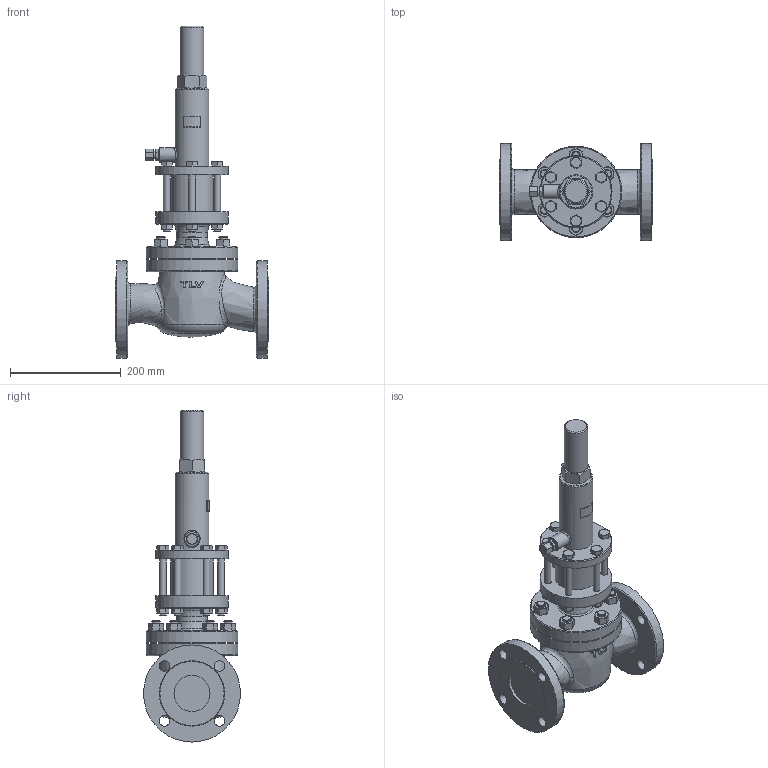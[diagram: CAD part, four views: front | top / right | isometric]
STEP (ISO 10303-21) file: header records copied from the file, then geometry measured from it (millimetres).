
FILE_DESCRIPTION(/* description */ (''),/* implementation_level */ '2;1');
FILE_NAME(/* name */ 'pcv10-065-jis10-00.stp',/* time_stamp */ '2020-03-26T15:44:09+09:00',/* author */ ('nakaot'),/* organization */ (''),/* preprocessor_version */ 'ST-DEVELOPER v18',/* originating_system */ 'Autodesk Inventor 2020',/* authorisation */ '');
FILE_SCHEMA (('AUTOMOTIVE_DESIGN { 1 0 10303 214 3 1 1 }'));
Length unit declared in the file: millimetre
Products named in the file (1): pcv10-065-jis10-00
Bounding box: 276 x 175 x 598.5 mm (x, y, z)
Volume: 5275236.5 mm3; surface area: 435642.8 mm2
Topology: 1 solids, 2 shells, 366 faces, 907 edges, 599 vertices
Faces by surface type: plane 199, cone 81, cylinder 59, bspline 16, torus 10, sphere 1
Full cylindrical faces by diameter (mm): 12 x12, 14 x1, 16 x6, 17.3 x1, 19 x8, 26 x1, 42.7 x1, 56 x1, 60.4 x1, 60.5 x1, 65 x2, 76 x1, 104.9 x1, 116 x2, 130 x2, 165 x2, 175 x2
Entity records: 13089 total; most frequent: CARTESIAN_POINT 4735, ORIENTED_EDGE 1812, DIRECTION 1628, EDGE_CURVE 906, AXIS2_PLACEMENT_3D 617, VERTEX_POINT 599, EDGE_LOOP 449, LINE 394
